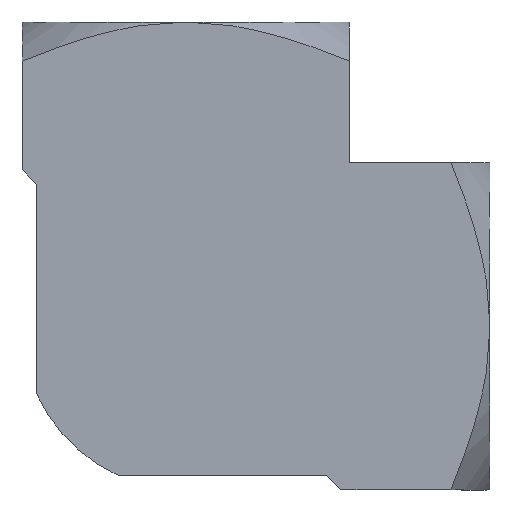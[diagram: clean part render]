
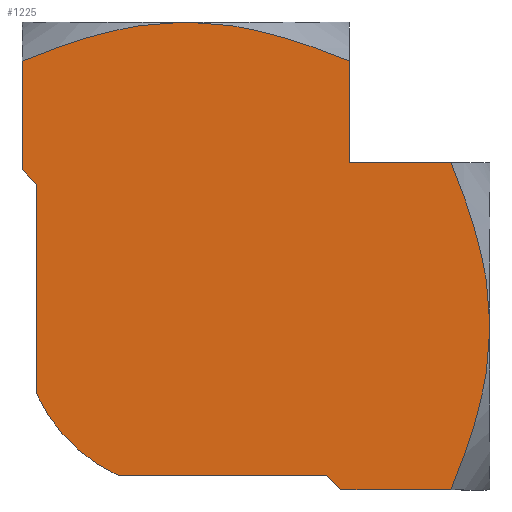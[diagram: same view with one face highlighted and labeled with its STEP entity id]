
A CAD part, front view. The second image highlights one B-rep face of the part: STEP entity #1225.
In plain terms, the highlighted face is planar.
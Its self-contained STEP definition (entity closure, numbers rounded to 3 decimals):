
#172=(
BOUNDED_CURVE()
B_SPLINE_CURVE(2,(#5366,#5367,#5368,#5369),.UNSPECIFIED.,.F.,.F.)
B_SPLINE_CURVE_WITH_KNOTS((3,1,3),(198.71,287.947,288.788),
 .UNSPECIFIED.)
CURVE()
GEOMETRIC_REPRESENTATION_ITEM()
RATIONAL_B_SPLINE_CURVE((6.058,6.058,5.028,
5.019))
REPRESENTATION_ITEM('')
);
#173=(
BOUNDED_CURVE()
B_SPLINE_CURVE(2,(#5371,#5372,#5373,#5374),.UNSPECIFIED.,.F.,.F.)
B_SPLINE_CURVE_WITH_KNOTS((3,1,3),(108.632,161.435,198.71),
 .UNSPECIFIED.)
CURVE()
GEOMETRIC_REPRESENTATION_ITEM()
RATIONAL_B_SPLINE_CURVE((5.019,5.628,6.058,
6.058))
REPRESENTATION_ITEM('')
);
#174=(
BOUNDED_CURVE()
B_SPLINE_CURVE(2,(#5377,#5378,#5379,#5380),.UNSPECIFIED.,.F.,.F.)
B_SPLINE_CURVE_WITH_KNOTS((3,1,3),(198.71,287.947,288.788),
 .UNSPECIFIED.)
CURVE()
GEOMETRIC_REPRESENTATION_ITEM()
RATIONAL_B_SPLINE_CURVE((6.058,6.058,5.028,
5.019))
REPRESENTATION_ITEM('')
);
#175=(
BOUNDED_CURVE()
B_SPLINE_CURVE(2,(#5381,#5382,#5383,#5384),.UNSPECIFIED.,.F.,.F.)
B_SPLINE_CURVE_WITH_KNOTS((3,1,3),(108.632,161.435,198.71),
 .UNSPECIFIED.)
CURVE()
GEOMETRIC_REPRESENTATION_ITEM()
RATIONAL_B_SPLINE_CURVE((5.019,5.628,6.058,
6.058))
REPRESENTATION_ITEM('')
);
#180=CIRCLE('',#1256,15.875);
#256=FACE_OUTER_BOUND('',#326,.T.);
#326=EDGE_LOOP('',(#997,#998,#999,#1000,#1001,#1002,#1003,#1004,#1005,#1006,
#1007,#1008,#1009));
#354=LINE('',#1608,#413);
#358=LINE('',#1615,#417);
#359=LINE('',#1619,#418);
#363=LINE('',#1627,#422);
#406=LINE('',#5338,#465);
#407=LINE('',#5356,#466);
#409=LINE('',#5364,#468);
#410=LINE('',#5375,#469);
#413=VECTOR('',#1354,1.);
#417=VECTOR('',#1360,1.);
#418=VECTOR('',#1363,1.);
#422=VECTOR('',#1369,1.);
#465=VECTOR('',#1538,1000.);
#466=VECTOR('',#1541,1000.);
#468=VECTOR('',#1545,1000.);
#469=VECTOR('',#1546,1000.);
#472=VERTEX_POINT('',#1605);
#473=VERTEX_POINT('',#1607);
#475=VERTEX_POINT('',#1613);
#476=VERTEX_POINT('',#1617);
#477=VERTEX_POINT('',#1618);
#480=VERTEX_POINT('',#1626);
#580=VERTEX_POINT('',#5337);
#582=VERTEX_POINT('',#5349);
#584=VERTEX_POINT('',#5355);
#585=VERTEX_POINT('',#5363);
#586=VERTEX_POINT('',#5365);
#587=VERTEX_POINT('',#5370);
#588=VERTEX_POINT('',#5376);
#597=EDGE_CURVE('',#473,#472,#354,.T.);
#601=EDGE_CURVE('',#472,#475,#358,.T.);
#602=EDGE_CURVE('',#476,#477,#359,.T.);
#606=EDGE_CURVE('',#480,#476,#363,.T.);
#609=EDGE_CURVE('',#473,#477,#180,.T.);
#748=EDGE_CURVE('',#480,#580,#406,.T.);
#752=EDGE_CURVE('',#582,#584,#407,.T.);
#755=EDGE_CURVE('',#585,#475,#409,.T.);
#756=EDGE_CURVE('',#585,#586,#172,.F.);
#757=EDGE_CURVE('',#586,#587,#173,.F.);
#758=EDGE_CURVE('',#584,#587,#410,.T.);
#759=EDGE_CURVE('',#582,#588,#174,.F.);
#760=EDGE_CURVE('',#588,#580,#175,.F.);
#997=ORIENTED_EDGE('',*,*,#601,.T.);
#998=ORIENTED_EDGE('',*,*,#755,.F.);
#999=ORIENTED_EDGE('',*,*,#756,.T.);
#1000=ORIENTED_EDGE('',*,*,#757,.T.);
#1001=ORIENTED_EDGE('',*,*,#758,.F.);
#1002=ORIENTED_EDGE('',*,*,#752,.F.);
#1003=ORIENTED_EDGE('',*,*,#759,.T.);
#1004=ORIENTED_EDGE('',*,*,#760,.T.);
#1005=ORIENTED_EDGE('',*,*,#748,.F.);
#1006=ORIENTED_EDGE('',*,*,#606,.T.);
#1007=ORIENTED_EDGE('',*,*,#602,.T.);
#1008=ORIENTED_EDGE('',*,*,#609,.F.);
#1009=ORIENTED_EDGE('',*,*,#597,.T.);
#1173=PLANE('',#1319);
#1225=ADVANCED_FACE('',(#256),#1173,.T.);
#1256=AXIS2_PLACEMENT_3D('',#1632,#1374,#1375);
#1319=AXIS2_PLACEMENT_3D('',#5362,#1543,#1544);
#1354=DIRECTION('',(0.,0.,1.));
#1360=DIRECTION('',(0.,-0.707,0.707));
#1363=DIRECTION('',(0.,-1.,0.));
#1369=DIRECTION('',(0.,-0.707,0.707));
#1374=DIRECTION('center_axis',(1.,0.,0.));
#1375=DIRECTION('ref_axis',(0.,0.,1.));
#1538=DIRECTION('',(0.,1.,0.));
#1541=DIRECTION('',(0.,-1.,0.));
#1543=DIRECTION('center_axis',(-1.,0.,0.));
#1544=DIRECTION('ref_axis',(0.,0.,1.));
#1545=DIRECTION('',(0.,0.,-1.));
#1546=DIRECTION('',(0.,0.,1.));
#1605=CARTESIAN_POINT('',(-22.471,-14.461,7.032));
#1607=CARTESIAN_POINT('',(-22.471,-14.461,-13.146));
#1608=CARTESIAN_POINT('',(-22.471,-14.461,0.218));
#1613=CARTESIAN_POINT('',(-22.471,-15.875,8.446));
#1615=CARTESIAN_POINT('',(-22.471,-8.146,0.717));
#1617=CARTESIAN_POINT('',(-22.471,13.758,-21.056));
#1618=CARTESIAN_POINT('',(-22.471,-6.55,-21.056));
#1619=CARTESIAN_POINT('',(-22.471,-8.121,-21.056));
#1626=CARTESIAN_POINT('',(-22.471,15.172,-22.471));
#1627=CARTESIAN_POINT('',(-22.471,6.703,-14.002));
#1632=CARTESIAN_POINT('Origin',(-22.471,0.,-6.596));
#5337=CARTESIAN_POINT('',(-22.471,25.706,-22.471));
#5338=CARTESIAN_POINT('',(-22.471,28.702,-22.471));
#5349=CARTESIAN_POINT('',(-22.471,25.706,9.279));
#5355=CARTESIAN_POINT('',(-22.471,15.875,9.279));
#5356=CARTESIAN_POINT('',(-22.471,15.875,9.279));
#5362=CARTESIAN_POINT('Origin',(-22.471,0.,-6.596));
#5363=CARTESIAN_POINT('',(-22.471,-15.875,19.11));
#5364=CARTESIAN_POINT('',(-22.471,-15.875,-6.596));
#5365=CARTESIAN_POINT('',(-22.471,0.,22.906));
#5366=CARTESIAN_POINT('Ctrl Pts',(-22.471,0.,
22.906));
#5367=CARTESIAN_POINT('Ctrl Pts',(-22.471,-6.514,22.906));
#5368=CARTESIAN_POINT('Ctrl Pts',(-22.471,-15.77,19.153));
#5369=CARTESIAN_POINT('Ctrl Pts',(-22.471,-15.875,19.11));
#5370=CARTESIAN_POINT('',(-22.471,15.875,19.11));
#5371=CARTESIAN_POINT('Ctrl Pts',(-22.471,15.875,19.11));
#5372=CARTESIAN_POINT('Ctrl Pts',(-22.471,10.007,21.505));
#5373=CARTESIAN_POINT('Ctrl Pts',(-22.471,2.721,22.906));
#5374=CARTESIAN_POINT('Ctrl Pts',(-22.471,0.,
22.906));
#5375=CARTESIAN_POINT('',(-22.471,15.875,22.106));
#5376=CARTESIAN_POINT('',(-22.471,29.502,-6.596));
#5377=CARTESIAN_POINT('Ctrl Pts',(-22.471,29.502,-6.596));
#5378=CARTESIAN_POINT('Ctrl Pts',(-22.471,29.502,-0.081));
#5379=CARTESIAN_POINT('Ctrl Pts',(-22.471,25.748,9.175));
#5380=CARTESIAN_POINT('Ctrl Pts',(-22.471,25.706,9.279));
#5381=CARTESIAN_POINT('Ctrl Pts',(-22.471,25.706,-22.471));
#5382=CARTESIAN_POINT('Ctrl Pts',(-22.471,28.101,-16.603));
#5383=CARTESIAN_POINT('Ctrl Pts',(-22.471,29.502,-9.317));
#5384=CARTESIAN_POINT('Ctrl Pts',(-22.471,29.502,-6.596));
